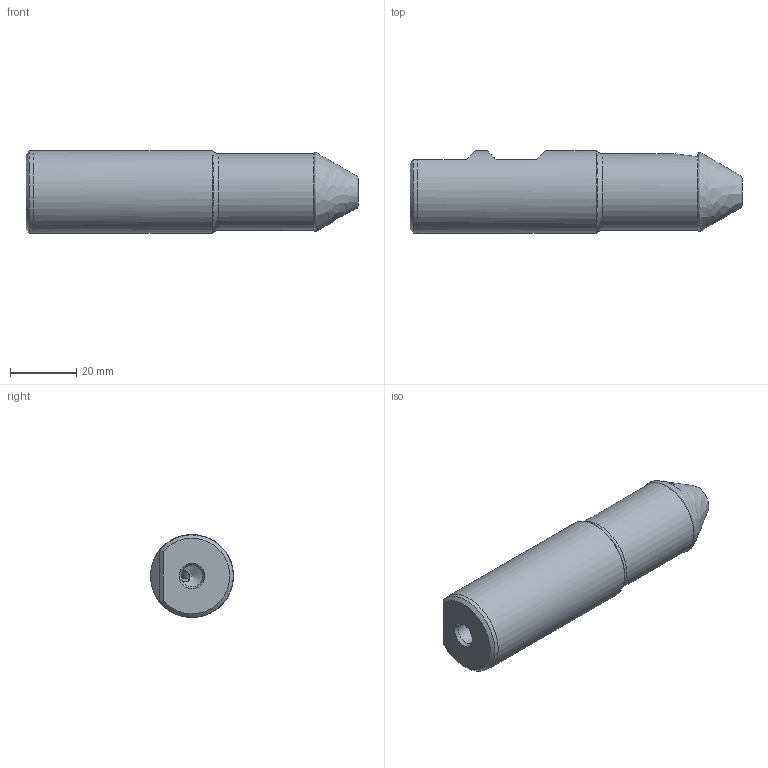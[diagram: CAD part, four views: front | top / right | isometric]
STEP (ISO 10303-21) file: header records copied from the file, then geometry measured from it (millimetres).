
FILE_DESCRIPTION (( 'STEP AP214' ), '1' );
FILE_NAME ('EF-60-82.STEP', '2013-06-18T08:01:08', ( '' ), ( '' ), 'SwSTEP 2.0', 'SolidWorks 2013', '' );
FILE_SCHEMA (( 'AUTOMOTIVE_DESIGN' ));
Length unit declared in the file: millimetre
Products named in the file (1): EF-60-82
Bounding box: 99.98 x 25 x 24.99 mm (x, y, z)
Volume: 38526.6 mm3; surface area: 9832.5 mm2
Topology: 1 solids, 1 shells, 31 faces, 87 edges, 55 vertices
Faces by surface type: plane 16, cylinder 7, cone 6, torus 1, bspline 1
Full cylindrical faces by diameter (mm): 1.635 x1, 3 x1, 6.5 x1, 23 x1, 25 x1
Entity records: 1485 total; most frequent: CARTESIAN_POINT 795, ORIENTED_EDGE 128, DIRECTION 118, EDGE_CURVE 64, AXIS2_PLACEMENT_3D 49, EDGE_LOOP 44, VERTEX_POINT 44, FACE_OUTER_BOUND 38
